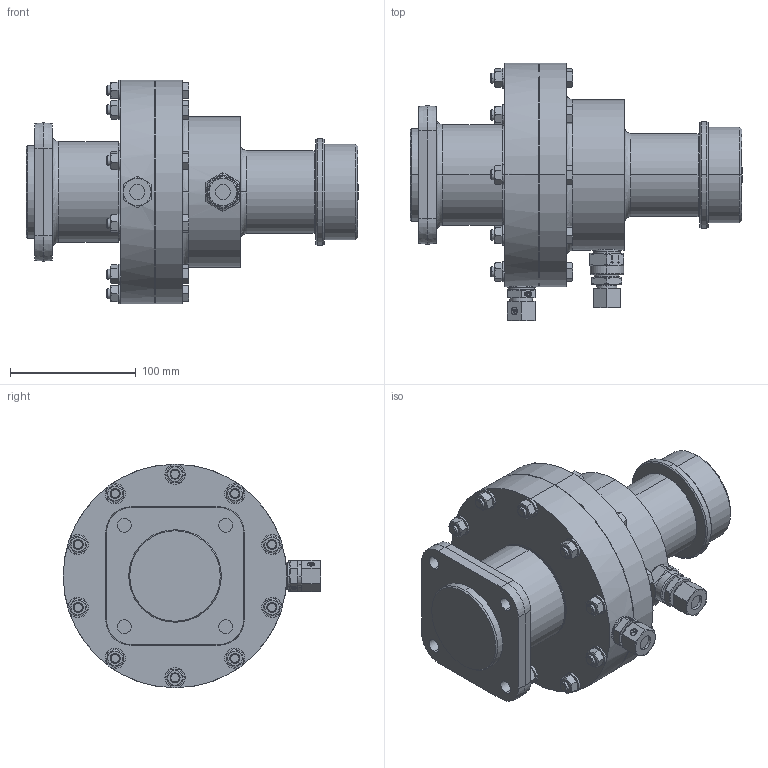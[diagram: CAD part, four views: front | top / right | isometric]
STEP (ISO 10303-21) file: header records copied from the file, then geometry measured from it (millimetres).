
FILE_DESCRIPTION (( 'STEP AP214' ), '1' );
FILE_NAME ('HON674.STEP', '2017-03-02T12:54:25', ( '' ), ( '' ), 'SwSTEP 2.0', 'SolidWorks 2015', '' );
FILE_SCHEMA (( 'AUTOMOTIVE_DESIGN' ));
Length unit declared in the file: millimetre
Products named in the file (1): HON674
Bounding box: 264.1 x 204.8 x 178 mm (x, y, z)
Volume: 2530901.6 mm3; surface area: 189366.5 mm2
Topology: 1 solids, 1 shells, 778 faces, 1872 edges, 1170 vertices
Faces by surface type: plane 390, cone 202, cylinder 168, bspline 18
Entity records: 33992 total; most frequent: CARTESIAN_POINT 7551, ORIENTED_EDGE 3744, DIRECTION 3666, EDGE_CURVE 1872, AXIS2_PLACEMENT_3D 1439, VERTEX_POINT 1170, EDGE_LOOP 880, LINE 788
